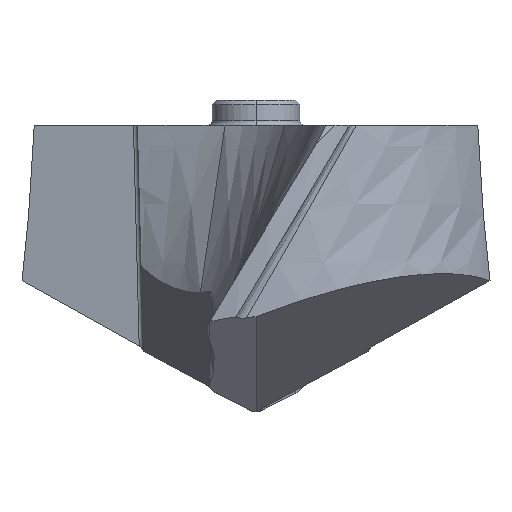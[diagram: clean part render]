
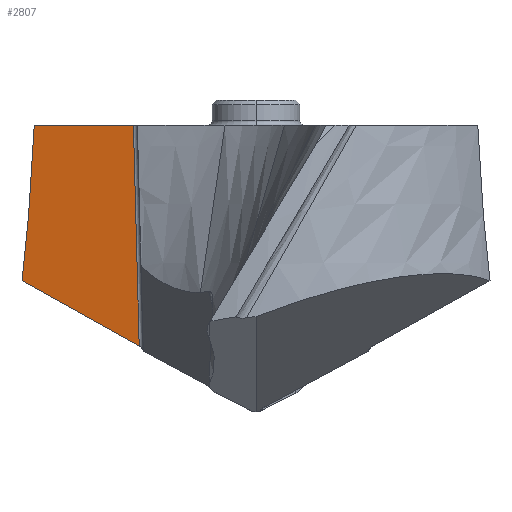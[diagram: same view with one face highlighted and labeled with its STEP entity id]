
A CAD part, left-side view. The second image highlights one B-rep face of the part: STEP entity #2807.
In plain terms, the highlighted planar face has unit normal (-0.925, 0.337, 0.174).
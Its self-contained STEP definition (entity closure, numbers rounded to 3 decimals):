
#273=DIRECTION('',(-0.342,-0.94,0.));
#274=VECTOR('',#273,3.581);
#275=CARTESIAN_POINT('',(4.601,7.524,0.));
#276=LINE('',#275,#274);
#286=CARTESIAN_POINT('',(4.601,7.524,0.));
#558=DIRECTION('',(0.379,0.808,0.451));
#559=VECTOR('',#558,4.919);
#560=CARTESIAN_POINT('',(1.898,3.962,-7.494));
#561=LINE('',#560,#559);
#1069=DIRECTION('',(-0.193,-0.026,-0.981));
#1070=VECTOR('',#1069,7.641);
#1071=CARTESIAN_POINT('',(3.376,4.159,0.));
#1072=LINE('',#1071,#1070);
#1092=CARTESIAN_POINT('',(1.898,3.962,-7.494));
#1105=CARTESIAN_POINT('',(3.761,7.938,-5.276));
#1106=CARTESIAN_POINT('',(3.794,7.91,-5.048));
#1107=CARTESIAN_POINT('',(3.862,7.855,-4.579));
#1108=CARTESIAN_POINT('',(3.973,7.782,-3.847));
#1109=CARTESIAN_POINT('',(4.097,7.712,-3.05));
#1110=CARTESIAN_POINT('',(4.24,7.647,-2.163));
#1111=CARTESIAN_POINT('',(4.405,7.585,-1.164));
#1112=CARTESIAN_POINT('',(4.533,7.545,
-0.403));
#1113=CARTESIAN_POINT('',(4.601,7.524,0.));
#1459=VERTEX_POINT('',#286);
#1460=CARTESIAN_POINT('',(3.376,4.159,0.));
#1461=VERTEX_POINT('',#1460);
#1528=VERTEX_POINT('',#1092);
#1529=CARTESIAN_POINT('',(3.761,7.938,-5.276));
#1530=VERTEX_POINT('',#1529);
#2795=CARTESIAN_POINT('',(-0.421,3.527,
-19.011));
#2796=DIRECTION('',(0.925,-0.337,-0.174));
#2797=DIRECTION('',(-0.326,-0.941,0.089));
#2798=AXIS2_PLACEMENT_3D('',#2795,#2796,#2797);
#2799=PLANE('',#2798);
#2801=ORIENTED_EDGE('',*,*,#2800,.T.);
#2802=ORIENTED_EDGE('',*,*,#1788,.T.);
#2803=ORIENTED_EDGE('',*,*,#2787,.T.);
#2804=ORIENTED_EDGE('',*,*,#2101,.T.);
#2805=EDGE_LOOP('',(#2801,#2802,#2803,#2804));
#2806=FACE_OUTER_BOUND('',#2805,.F.);
#1114=B_SPLINE_CURVE_WITH_KNOTS('',3,(#1105,#1106,#1107,#1108,#1109,#1110,#1111,
#1112,#1113),.UNSPECIFIED.,.F.,.F.,(4,1,1,1,1,1,4),(0.,0.167,
0.333,0.5,0.667,0.833,1.),
.UNSPECIFIED.);
#1788=EDGE_CURVE('',#1459,#1461,#276,.T.);
#2101=EDGE_CURVE('',#1528,#1530,#561,.T.);
#2787=EDGE_CURVE('',#1461,#1528,#1072,.T.);
#2800=EDGE_CURVE('',#1530,#1459,#1114,.T.);
#2807=ADVANCED_FACE('',(#2806),#2799,.F.);
